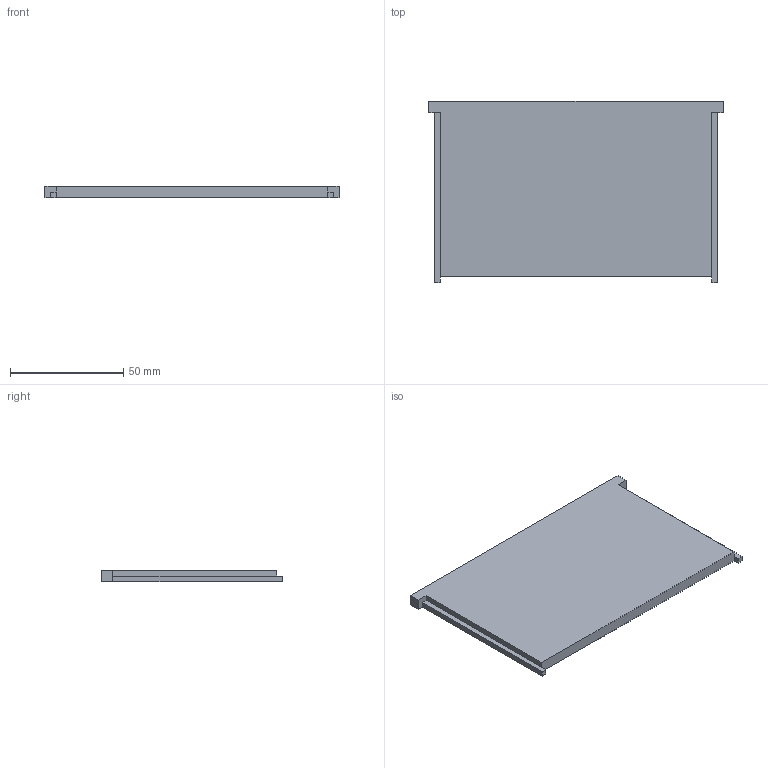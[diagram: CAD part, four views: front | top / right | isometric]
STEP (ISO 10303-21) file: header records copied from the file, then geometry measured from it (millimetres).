
FILE_DESCRIPTION(/* description */ ('STEP AP214'),/* implementation_level */ '2;1');
FILE_NAME(/* name */ '6876f853cc95e74f1a4e5c15',/* time_stamp */ '2025-07-16T00:54:44Z',/* author */ (''),/* organization */ (''),/* preprocessor_version */ 'ST-DEVELOPER v20',/* originating_system */ 'ONSHAPE BY PTC INC, 1.200',/* authorisation */ ' ');
FILE_SCHEMA (('AUTOMOTIVE_DESIGN {1 0 10303 214 3 1 1}'));
Length unit declared in the file: metre
Products named in the file (1): Super v9
Bounding box: 130 x 80 x 5 mm (x, y, z)
Volume: 47687.5 mm3; surface area: 21550 mm2
Topology: 1 solids, 1 shells, 18 faces, 46 edges, 30 vertices
Faces by surface type: plane 18
Entity records: 564 total; most frequent: CARTESIAN_POINT 95, ORIENTED_EDGE 92, DIRECTION 84, EDGE_CURVE 46, LINE 46, VECTOR 46, VERTEX_POINT 30, AXIS2_PLACEMENT_3D 19
